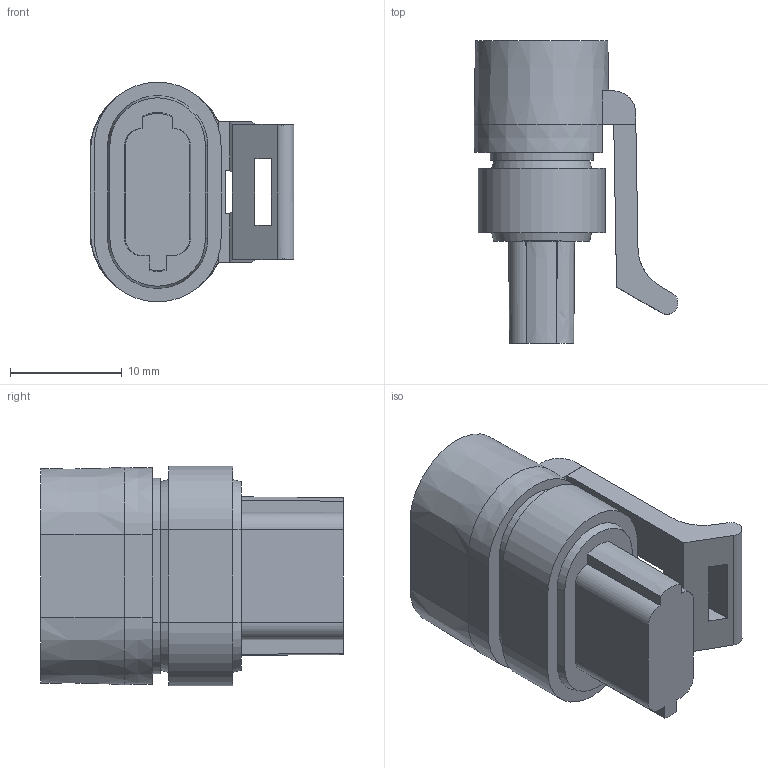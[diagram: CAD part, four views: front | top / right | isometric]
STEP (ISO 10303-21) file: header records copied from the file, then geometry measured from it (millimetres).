
FILE_DESCRIPTION(/* description */ (''),/* implementation_level */ '2;1');
FILE_NAME(/* name */ '12162280-ENV10_01-CONN.stp',/* time_stamp */ '2023-06-16T14:09:58+08:00',/* author */ (''),/* organization */ (''),/* preprocessor_version */ 'ST-DEVELOPER v16',/* originating_system */ 'SIEMENS PLM Software NX 11.0',/* authorisation */ '');
FILE_SCHEMA (('AUTOMOTIVE_DESIGN { 1 0 10303 214 3 1 1 1 }'));
Length unit declared in the file: millimetre
Products named in the file (1): 12162280-ENV10_01-CONN
Bounding box: 18.27 x 27.1 x 19.67 mm (x, y, z)
Volume: 4479 mm3; surface area: 2358 mm2
Topology: 1 solids, 1 shells, 68 faces, 184 edges, 120 vertices
Faces by surface type: plane 45, cylinder 10, cone 10, bspline 3
Entity records: 2241 total; most frequent: CARTESIAN_POINT 504, ORIENTED_EDGE 368, DIRECTION 340, EDGE_CURVE 184, LINE 122, VECTOR 122, VERTEX_POINT 120, AXIS2_PLACEMENT_3D 109
